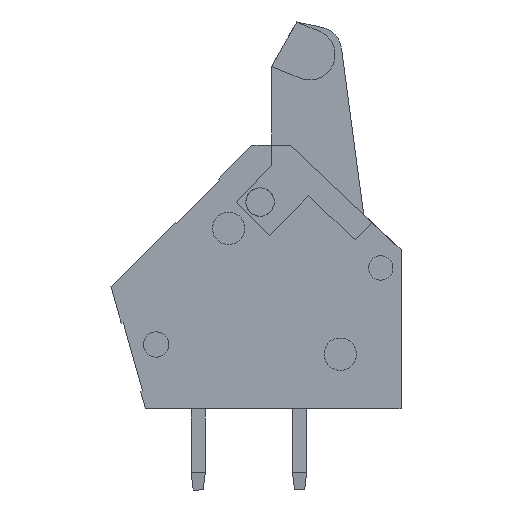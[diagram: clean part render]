
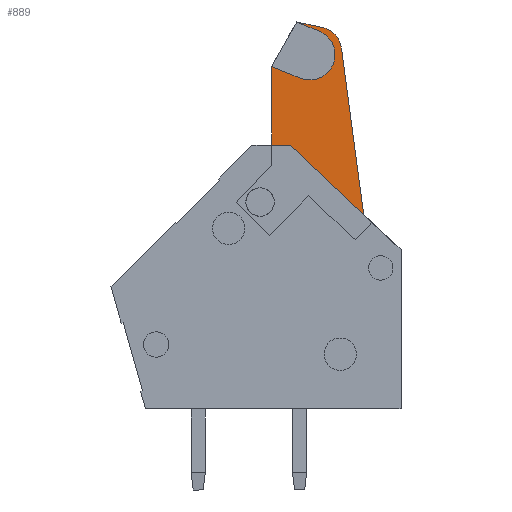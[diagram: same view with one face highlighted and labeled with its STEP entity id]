
A CAD part, left-side view. The second image highlights one B-rep face of the part: STEP entity #889.
In plain terms, the highlighted face is planar.
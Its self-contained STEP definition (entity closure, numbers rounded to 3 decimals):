
#889 = ADVANCED_FACE( '', ( #1724, #1725 ), #1726, .T. );
#1724 = FACE_OUTER_BOUND( '', #2560, .T. );
#1725 = FACE_BOUND( '', #2561, .T. );
#1726 = PLANE( '', #2562 );
#2560 = EDGE_LOOP( '', ( #4687, #4688, #4689, #4690, #4691, #4692, #4693, #4694, #4695, #4696, #4697, #4698, #4699 ) );
#2561 = EDGE_LOOP( '', ( #4700 ) );
#2562 = AXIS2_PLACEMENT_3D( '', #4701, #4702, #4703 );
#4687 = ORIENTED_EDGE( '', *, *, #5529, .F. );
#4688 = ORIENTED_EDGE( '', *, *, #5567, .F. );
#4689 = ORIENTED_EDGE( '', *, *, #5366, .F. );
#4690 = ORIENTED_EDGE( '', *, *, #5390, .F. );
#4691 = ORIENTED_EDGE( '', *, *, #4908, .F. );
#4692 = ORIENTED_EDGE( '', *, *, #5413, .F. );
#4693 = ORIENTED_EDGE( '', *, *, #5123, .F. );
#4694 = ORIENTED_EDGE( '', *, *, #5216, .F. );
#4695 = ORIENTED_EDGE( '', *, *, #5097, .F. );
#4696 = ORIENTED_EDGE( '', *, *, #5643, .F. );
#4697 = ORIENTED_EDGE( '', *, *, #5665, .F. );
#4698 = ORIENTED_EDGE( '', *, *, #5492, .F. );
#4699 = ORIENTED_EDGE( '', *, *, #4882, .F. );
#4700 = ORIENTED_EDGE( '', *, *, #4912, .T. );
#4701 = CARTESIAN_POINT( '', ( 0.785, 0.75, 5.726 ) );
#4702 = DIRECTION( '', ( 0., 1., 0. ) );
#4703 = DIRECTION( '', ( 0., 0., 1. ) );
#4882 = EDGE_CURVE( '', #5800, #5802, #5803, .T. );
#4908 = EDGE_CURVE( '', #5846, #5848, #5849, .T. );
#4912 = EDGE_CURVE( '', #5854, #5854, #5855, .T. );
#5097 = EDGE_CURVE( '', #6175, #6177, #6178, .T. );
#5123 = EDGE_CURVE( '', #6221, #6223, #6224, .T. );
#5216 = EDGE_CURVE( '', #6177, #6221, #6362, .T. );
#5366 = EDGE_CURVE( '', #6586, #5982, #6588, .T. );
#5390 = EDGE_CURVE( '', #5848, #6586, #6620, .T. );
#5413 = EDGE_CURVE( '', #6223, #5846, #6649, .T. );
#5492 = EDGE_CURVE( '', #5802, #6746, #6747, .T. );
#5529 = EDGE_CURVE( '', #6793, #5800, #6795, .T. );
#5567 = EDGE_CURVE( '', #5982, #6793, #6842, .T. );
#5643 = EDGE_CURVE( '', #6927, #6175, #6929, .T. );
#5665 = EDGE_CURVE( '', #6746, #6927, #6951, .T. );
#5800 = VERTEX_POINT( '', #7123 );
#5802 = VERTEX_POINT( '', #7126 );
#5803 = LINE( '', #7127, #7128 );
#5846 = VERTEX_POINT( '', #7187 );
#5848 = VERTEX_POINT( '', #7190 );
#5849 = CIRCLE( '', #7191, 0.85 );
#5854 = VERTEX_POINT( '', #7197 );
#5855 = CIRCLE( '', #7198, 0.7 );
#5982 = VERTEX_POINT( '', #7375 );
#6175 = VERTEX_POINT( '', #7652 );
#6177 = VERTEX_POINT( '', #7655 );
#6178 = CIRCLE( '', #7656, 0.8 );
#6221 = VERTEX_POINT( '', #7714 );
#6223 = VERTEX_POINT( '', #7717 );
#6224 = LINE( '', #7718, #7719 );
#6362 = LINE( '', #7952, #7953 );
#6586 = VERTEX_POINT( '', #8285 );
#6588 = LINE( '', #8288, #8289 );
#6620 = LINE( '', #8333, #8334 );
#6649 = LINE( '', #8374, #8375 );
#6746 = VERTEX_POINT( '', #8514 );
#6747 = LINE( '', #8515, #8516 );
#6793 = VERTEX_POINT( '', #8580 );
#6795 = CIRCLE( '', #8583, 1.25 );
#6842 = LINE( '', #8651, #8652 );
#6927 = VERTEX_POINT( '', #8764 );
#6929 = LINE( '', #8767, #8768 );
#6951 = CIRCLE( '', #8796, 1.204 );
#7123 = CARTESIAN_POINT( '', ( 0.568, 0.75, 6.957 ) );
#7126 = CARTESIAN_POINT( '', ( 1.75, 0.75, 7.165 ) );
#7127 = CARTESIAN_POINT( '', ( 0.568, 0.75, 6.957 ) );
#7128 = VECTOR( '', #8902, 1000. );
#7187 = CARTESIAN_POINT( '', ( 1.235, 0.75, -2.635 ) );
#7190 = CARTESIAN_POINT( '', ( 2.373, 0.75, -1.445 ) );
#7191 = AXIS2_PLACEMENT_3D( '', #8926, #8927, #8928 );
#7197 = CARTESIAN_POINT( '', ( 2.35, 0.75, -1.893 ) );
#7198 = AXIS2_PLACEMENT_3D( '', #8933, #8934, #8935 );
#7375 = CARTESIAN_POINT( '', ( 2.5, 0.75, 4.759 ) );
#7652 = CARTESIAN_POINT( '', ( -3.561, 0.75, -1.667 ) );
#7655 = CARTESIAN_POINT( '', ( -2.417, 0.75, -2.635 ) );
#7656 = AXIS2_PLACEMENT_3D( '', #9128, #9129, #9130 );
#7714 = CARTESIAN_POINT( '', ( -1.716, 0.75, -2.243 ) );
#7717 = CARTESIAN_POINT( '', ( 0.534, 0.75, -2.243 ) );
#7718 = CARTESIAN_POINT( '', ( -1.716, 0.75, -2.243 ) );
#7719 = VECTOR( '', #9162, 1000. );
#7952 = CARTESIAN_POINT( '', ( -2.417, 0.75, -2.635 ) );
#7953 = VECTOR( '', #9251, 1000. );
#8285 = CARTESIAN_POINT( '', ( 1.477, 0.75, 0. ) );
#8288 = CARTESIAN_POINT( '', ( 1.477, 0.75, 0. ) );
#8289 = VECTOR( '', #9403, 1000. );
#8333 = CARTESIAN_POINT( '', ( 2.373, 0.75, -1.445 ) );
#8334 = VECTOR( '', #9431, 1000. );
#8374 = CARTESIAN_POINT( '', ( 0.534, 0.75, -2.243 ) );
#8375 = VECTOR( '', #9458, 1000. );
#8514 = CARTESIAN_POINT( '', ( 0.45, 0.75, 7.165 ) );
#8515 = CARTESIAN_POINT( '', ( 1.75, 0.75, 7.165 ) );
#8516 = VECTOR( '', #9522, 1000. );
#8580 = CARTESIAN_POINT( '', ( 1.002, 0.75, 4.495 ) );
#8583 = AXIS2_PLACEMENT_3D( '', #9563, #9564, #9565 );
#8651 = CARTESIAN_POINT( '', ( 2.5, 0.75, 4.759 ) );
#8652 = VECTOR( '', #9593, 1000. );
#8764 = CARTESIAN_POINT( '', ( -0.683, 0.75, 6.367 ) );
#8767 = CARTESIAN_POINT( '', ( -0.683, 0.75, 6.367 ) );
#8768 = VECTOR( '', #9652, 1000. );
#8796 = AXIS2_PLACEMENT_3D( '', #9662, #9663, #9664 );
#8902 = DIRECTION( '', ( 0.985, 0., 0.174 ) );
#8926 = CARTESIAN_POINT( '', ( 1.65, 0.75, -1.893 ) );
#8927 = DIRECTION( '', ( 0., -1., 0. ) );
#8928 = DIRECTION( '', ( -1., 0., 0. ) );
#8933 = CARTESIAN_POINT( '', ( 1.65, 0.75, -1.893 ) );
#8934 = DIRECTION( '', ( 0., -1., 0. ) );
#8935 = DIRECTION( '', ( 1., 0., 0. ) );
#9128 = CARTESIAN_POINT( '', ( -2.808, 0.75, -1.936 ) );
#9129 = DIRECTION( '', ( 0., -1., 0. ) );
#9130 = DIRECTION( '', ( 1., 0., 0. ) );
#9162 = DIRECTION( '', ( 1., 0., 0. ) );
#9251 = DIRECTION( '', ( 0.873, 0., 0.488 ) );
#9403 = DIRECTION( '', ( 0.21, 0., 0.978 ) );
#9431 = DIRECTION( '', ( -0.527, 0., 0.85 ) );
#9458 = DIRECTION( '', ( 0.873, 0., -0.488 ) );
#9522 = DIRECTION( '', ( -1., 0., 0. ) );
#9563 = CARTESIAN_POINT( '', ( 0.785, 0.75, 5.726 ) );
#9564 = DIRECTION( '', ( 0., 1., 0. ) );
#9565 = DIRECTION( '', ( 1., 0., 0. ) );
#9593 = DIRECTION( '', ( -0.985, 0., -0.174 ) );
#9652 = DIRECTION( '', ( -0.337, 0., -0.941 ) );
#9662 = CARTESIAN_POINT( '', ( 0.45, 0.75, 5.961 ) );
#9663 = DIRECTION( '', ( 0., -1., 0. ) );
#9664 = DIRECTION( '', ( 1., 0., 0. ) );
